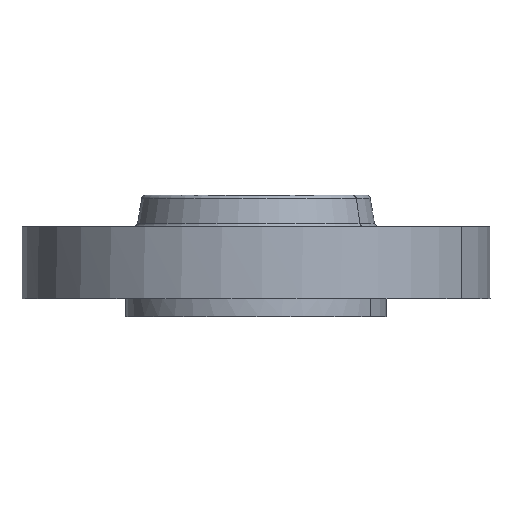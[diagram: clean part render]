
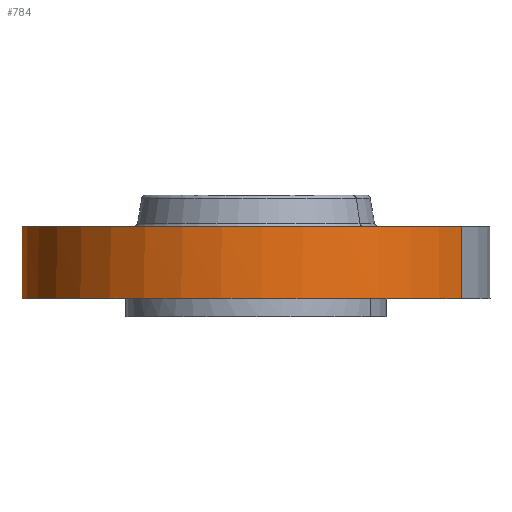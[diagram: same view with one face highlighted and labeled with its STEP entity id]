
A CAD part, left-side view. The second image highlights one B-rep face of the part: STEP entity #784.
In plain terms, the highlighted cylindrical face has radius 82.55 mm (diameter 165.1 mm), a partial arc.
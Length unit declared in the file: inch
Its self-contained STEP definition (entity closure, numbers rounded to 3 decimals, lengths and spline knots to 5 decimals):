
#508=AXIS2_PLACEMENT_3D('Circle Axis2P3D',#506,#507,$) ;
#745=AXIS2_PLACEMENT_3D('Cylinder Axis2P3D',#742,#743,#744) ;
#506=CARTESIAN_POINT('Axis2P3D Location',(0.,0.,0.)) ;
#510=CARTESIAN_POINT('Vertex',(-1.55813,-2.85214,0.)) ;
#512=CARTESIAN_POINT('Vertex',(1.55813,2.85214,0.)) ;
#742=CARTESIAN_POINT('Axis2P3D Location',(0.,0.,0.595)) ;
#747=CARTESIAN_POINT('Line Origine',(-1.55813,-2.85214,0.5)) ;
#751=CARTESIAN_POINT('Vertex',(-1.55813,-2.85214,1.)) ;
#755=CARTESIAN_POINT('Control Point',(-1.55813,-2.85214,1.)) ;
#756=CARTESIAN_POINT('Control Point',(-2.00615,-2.60739,1.)) ;
#757=CARTESIAN_POINT('Control Point',(-2.4061,-2.27467,1.)) ;
#758=CARTESIAN_POINT('Control Point',(-2.7349,-1.8665,1.)) ;
#759=CARTESIAN_POINT('Control Point',(-3.21472,-0.94322,1.)) ;
#760=CARTESIAN_POINT('Control Point',(-3.30981,0.09293,1.)) ;
#761=CARTESIAN_POINT('Control Point',(-3.25368,0.61405,1.)) ;
#762=CARTESIAN_POINT('Control Point',(-2.94011,1.60619,1.)) ;
#763=CARTESIAN_POINT('Control Point',(-2.27467,2.4061,1.)) ;
#764=CARTESIAN_POINT('Control Point',(-1.8665,2.7349,1.)) ;
#765=CARTESIAN_POINT('Control Point',(-0.94322,3.21472,1.)) ;
#766=CARTESIAN_POINT('Control Point',(0.09293,3.30981,1.)) ;
#767=CARTESIAN_POINT('Control Point',(0.61405,3.25368,1.)) ;
#768=CARTESIAN_POINT('Control Point',(1.11012,3.09689,1.)) ;
#769=CARTESIAN_POINT('Control Point',(1.55813,2.85214,1.)) ;
#770=CARTESIAN_POINT('Vertex',(1.55813,2.85214,1.)) ;
#773=CARTESIAN_POINT('Line Origine',(1.55813,2.85214,0.5)) ;
#507=DIRECTION('Axis2P3D Direction',(0.,0.,-0.039)) ;
#743=DIRECTION('Axis2P3D Direction',(0.,0.,-0.039)) ;
#744=DIRECTION('Axis2P3D XDirection',(-0.019,-0.035,0.)) ;
#748=DIRECTION('Vector Direction',(0.,0.,-0.039)) ;
#774=DIRECTION('Vector Direction',(0.,0.,-0.039)) ;
#749=VECTOR('Line Direction',#748,0.03937) ;
#775=VECTOR('Line Direction',#774,0.03937) ;
#779=ORIENTED_EDGE('',*,*,#514,.F.) ;
#780=ORIENTED_EDGE('',*,*,#753,.T.) ;
#781=ORIENTED_EDGE('',*,*,#772,.T.) ;
#782=ORIENTED_EDGE('',*,*,#777,.F.) ;
#784=ADVANCED_FACE('PartBody',(#783),#746,.T.) ;
#754=B_SPLINE_CURVE_WITH_KNOTS('',5,(#755,#756,#757,#758,#759,#760,#761,#762,#763,#764,#765,#766,#767,#768,#769),.UNSPECIFIED.,.F.,.U.,(6,3,3,3,6),(-129.66924,-64.83462,0.,64.83462,129.66924),.UNSPECIFIED.) ;
#509=CIRCLE('generated circle',#508,3.25) ;
#746=CYLINDRICAL_SURFACE('generated cylinder',#745,3.25) ;
#514=EDGE_CURVE('',#511,#513,#509,.T.) ;
#753=EDGE_CURVE('',#511,#752,#750,.F.) ;
#772=EDGE_CURVE('',#752,#771,#754,.T.) ;
#777=EDGE_CURVE('',#513,#771,#776,.F.) ;
#778=EDGE_LOOP('',(#779,#780,#781,#782)) ;
#783=FACE_OUTER_BOUND('',#778,.T.) ;
#750=LINE('Line',#747,#749) ;
#776=LINE('Line',#773,#775) ;
#511=VERTEX_POINT('',#510) ;
#513=VERTEX_POINT('',#512) ;
#752=VERTEX_POINT('',#751) ;
#771=VERTEX_POINT('',#770) ;
